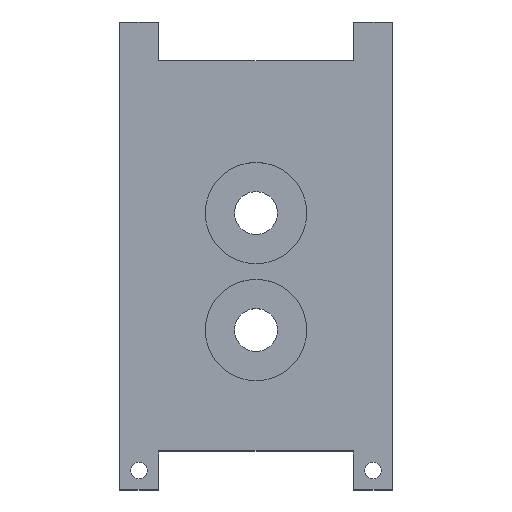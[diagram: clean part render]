
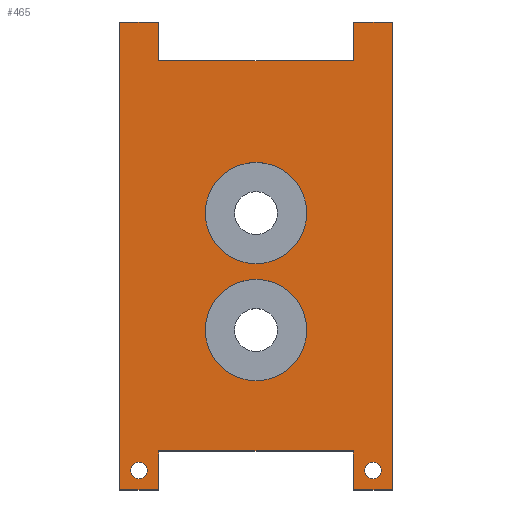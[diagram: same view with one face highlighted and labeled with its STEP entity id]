
A CAD part, top view. The second image highlights one B-rep face of the part: STEP entity #465.
In plain terms, the highlighted planar face has unit normal (0, 0, 1).
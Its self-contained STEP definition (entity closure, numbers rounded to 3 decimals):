
#19=FACE_BOUND('',#100,.T.);
#20=FACE_BOUND('',#101,.T.);
#21=FACE_BOUND('',#102,.T.);
#22=FACE_BOUND('',#103,.T.);
#43=PLANE('',#530);
#69=FACE_OUTER_BOUND('',#99,.T.);
#99=EDGE_LOOP('',(#401,#402,#403,#404,#405,#406,#407,#408,#409,#410,#411,
#412));
#100=EDGE_LOOP('',(#413));
#101=EDGE_LOOP('',(#414));
#102=EDGE_LOOP('',(#415));
#103=EDGE_LOOP('',(#416));
#119=LINE('',#722,#163);
#122=LINE('',#728,#166);
#125=LINE('',#734,#169);
#128=LINE('',#740,#172);
#131=LINE('',#746,#175);
#134=LINE('',#752,#178);
#137=LINE('',#758,#181);
#140=LINE('',#764,#184);
#143=LINE('',#770,#187);
#146=LINE('',#776,#190);
#149=LINE('',#782,#193);
#152=LINE('',#786,#196);
#163=VECTOR('',#602,10.);
#166=VECTOR('',#607,10.);
#169=VECTOR('',#612,10.);
#172=VECTOR('',#617,10.);
#175=VECTOR('',#622,10.);
#178=VECTOR('',#627,10.);
#181=VECTOR('',#632,10.);
#184=VECTOR('',#637,10.);
#187=VECTOR('',#642,10.);
#190=VECTOR('',#647,10.);
#193=VECTOR('',#652,10.);
#196=VECTOR('',#657,10.);
#197=CIRCLE('',#491,2.1);
#199=CIRCLE('',#494,2.1);
#209=CIRCLE('',#511,13.);
#211=CIRCLE('',#515,13.);
#213=VERTEX_POINT('',#664);
#215=VERTEX_POINT('',#670);
#225=VERTEX_POINT('',#702);
#227=VERTEX_POINT('',#709);
#231=VERTEX_POINT('',#719);
#232=VERTEX_POINT('',#721);
#234=VERTEX_POINT('',#727);
#236=VERTEX_POINT('',#733);
#238=VERTEX_POINT('',#739);
#240=VERTEX_POINT('',#745);
#242=VERTEX_POINT('',#751);
#244=VERTEX_POINT('',#757);
#246=VERTEX_POINT('',#763);
#248=VERTEX_POINT('',#769);
#250=VERTEX_POINT('',#775);
#252=VERTEX_POINT('',#781);
#253=EDGE_CURVE('',#213,#213,#197,.T.);
#256=EDGE_CURVE('',#215,#215,#199,.T.);
#271=EDGE_CURVE('',#225,#225,#209,.T.);
#274=EDGE_CURVE('',#227,#227,#211,.T.);
#279=EDGE_CURVE('',#232,#231,#119,.T.);
#282=EDGE_CURVE('',#234,#232,#122,.T.);
#285=EDGE_CURVE('',#236,#234,#125,.T.);
#288=EDGE_CURVE('',#238,#236,#128,.T.);
#291=EDGE_CURVE('',#240,#238,#131,.T.);
#294=EDGE_CURVE('',#242,#240,#134,.T.);
#297=EDGE_CURVE('',#244,#242,#137,.T.);
#300=EDGE_CURVE('',#246,#244,#140,.T.);
#303=EDGE_CURVE('',#248,#246,#143,.T.);
#306=EDGE_CURVE('',#250,#248,#146,.T.);
#309=EDGE_CURVE('',#252,#250,#149,.T.);
#312=EDGE_CURVE('',#231,#252,#152,.T.);
#401=ORIENTED_EDGE('',*,*,#312,.T.);
#402=ORIENTED_EDGE('',*,*,#309,.T.);
#403=ORIENTED_EDGE('',*,*,#306,.T.);
#404=ORIENTED_EDGE('',*,*,#303,.T.);
#405=ORIENTED_EDGE('',*,*,#300,.T.);
#406=ORIENTED_EDGE('',*,*,#297,.T.);
#407=ORIENTED_EDGE('',*,*,#294,.T.);
#408=ORIENTED_EDGE('',*,*,#291,.T.);
#409=ORIENTED_EDGE('',*,*,#288,.T.);
#410=ORIENTED_EDGE('',*,*,#285,.T.);
#411=ORIENTED_EDGE('',*,*,#282,.T.);
#412=ORIENTED_EDGE('',*,*,#279,.T.);
#413=ORIENTED_EDGE('',*,*,#253,.T.);
#414=ORIENTED_EDGE('',*,*,#256,.T.);
#415=ORIENTED_EDGE('',*,*,#271,.T.);
#416=ORIENTED_EDGE('',*,*,#274,.T.);
#465=ADVANCED_FACE('',(#69,#19,#20,#21,#22),#43,.T.);
#491=AXIS2_PLACEMENT_3D('',#665,#536,#537);
#494=AXIS2_PLACEMENT_3D('',#671,#543,#544);
#511=AXIS2_PLACEMENT_3D('',#703,#582,#583);
#515=AXIS2_PLACEMENT_3D('',#710,#591,#592);
#530=AXIS2_PLACEMENT_3D('',#787,#658,#659);
#536=DIRECTION('center_axis',(0.,0.,-1.));
#537=DIRECTION('ref_axis',(1.,0.,0.));
#543=DIRECTION('center_axis',(0.,0.,-1.));
#544=DIRECTION('ref_axis',(1.,0.,0.));
#582=DIRECTION('center_axis',(0.,0.,-1.));
#583=DIRECTION('ref_axis',(1.,0.,0.));
#591=DIRECTION('center_axis',(0.,0.,-1.));
#592=DIRECTION('ref_axis',(1.,0.,0.));
#602=DIRECTION('',(-1.,0.,0.));
#607=DIRECTION('',(0.,1.,0.));
#612=DIRECTION('',(-1.,0.,0.));
#617=DIRECTION('',(0.,-1.,0.));
#622=DIRECTION('',(-1.,0.,0.));
#627=DIRECTION('',(0.,1.,0.));
#632=DIRECTION('',(1.,0.,0.));
#637=DIRECTION('',(0.,-1.,0.));
#642=DIRECTION('',(1.,0.,0.));
#647=DIRECTION('',(0.,1.,0.));
#652=DIRECTION('',(1.,0.,0.));
#657=DIRECTION('',(0.,-1.,0.));
#658=DIRECTION('center_axis',(0.,0.,1.));
#659=DIRECTION('ref_axis',(1.,0.,0.));
#664=CARTESIAN_POINT('',(-32.1,-55.,10.));
#665=CARTESIAN_POINT('Origin',(-30.,-55.,10.));
#670=CARTESIAN_POINT('',(27.9,-55.,10.));
#671=CARTESIAN_POINT('Origin',(30.,-55.,10.));
#702=CARTESIAN_POINT('',(-13.,11.,10.));
#703=CARTESIAN_POINT('Origin',(0.,11.,10.));
#709=CARTESIAN_POINT('',(-13.,-19.,10.));
#710=CARTESIAN_POINT('Origin',(0.,-19.,10.));
#719=CARTESIAN_POINT('',(-35.,60.,10.));
#721=CARTESIAN_POINT('',(-25.,60.,10.));
#722=CARTESIAN_POINT('',(-25.,60.,10.));
#727=CARTESIAN_POINT('',(-25.,50.,10.));
#728=CARTESIAN_POINT('',(-25.,50.,10.));
#733=CARTESIAN_POINT('',(25.,50.,10.));
#734=CARTESIAN_POINT('',(25.,50.,10.));
#739=CARTESIAN_POINT('',(25.,60.,10.));
#740=CARTESIAN_POINT('',(25.,60.,10.));
#745=CARTESIAN_POINT('',(35.,60.,10.));
#746=CARTESIAN_POINT('',(35.,60.,10.));
#751=CARTESIAN_POINT('',(35.,-60.,10.));
#752=CARTESIAN_POINT('',(35.,-60.,10.));
#757=CARTESIAN_POINT('',(25.,-60.,10.));
#758=CARTESIAN_POINT('',(25.,-60.,10.));
#763=CARTESIAN_POINT('',(25.,-50.,10.));
#764=CARTESIAN_POINT('',(25.,-50.,10.));
#769=CARTESIAN_POINT('',(-25.,-50.,10.));
#770=CARTESIAN_POINT('',(-25.,-50.,10.));
#775=CARTESIAN_POINT('',(-25.,-60.,10.));
#776=CARTESIAN_POINT('',(-25.,-60.,10.));
#781=CARTESIAN_POINT('',(-35.,-60.,10.));
#782=CARTESIAN_POINT('',(-35.,-60.,10.));
#786=CARTESIAN_POINT('',(-35.,60.,10.));
#787=CARTESIAN_POINT('Origin',(0.,0.,10.));
